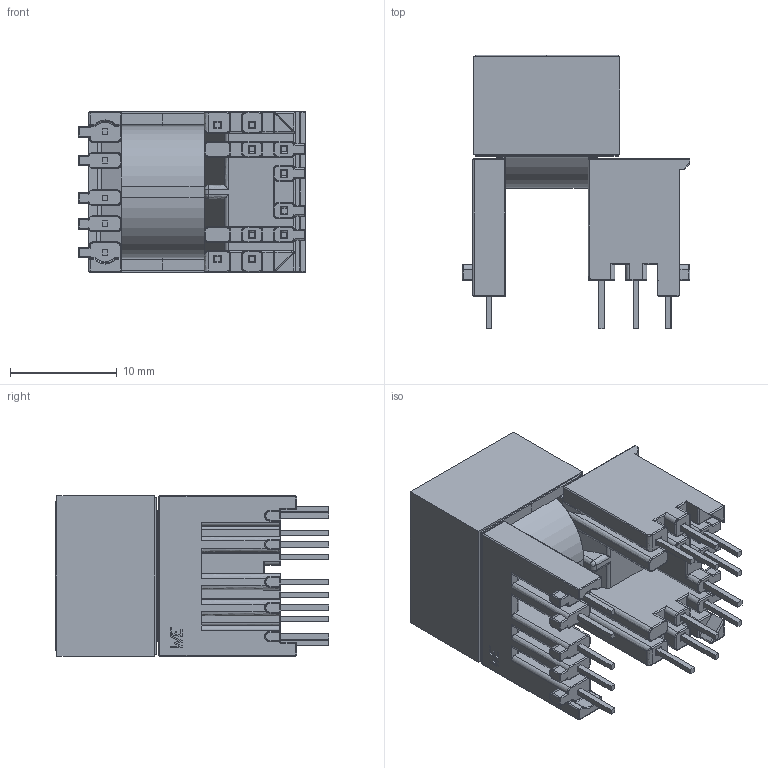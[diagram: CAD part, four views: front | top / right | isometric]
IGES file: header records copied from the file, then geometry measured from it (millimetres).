
Start section: SolidWorks IGES file using analytic representation for surfaces
Global section: file name: EPW15-5996.IGS; native system: SolidWorks 2017; preprocessor: SolidWorks 2017; author: tisha.pedersen; date: 190201.094844; units: millimetre
Bounding box: 21.3 x 25.6 x 15.02 mm (x, y, z)
Surface area: 5730.1 mm2 (no closed solid volume)
Topology: 0 solids, 0 shells, 810 faces, 5500 edges, 5451 vertices
Faces by surface type: revolution 406, bspline 404
